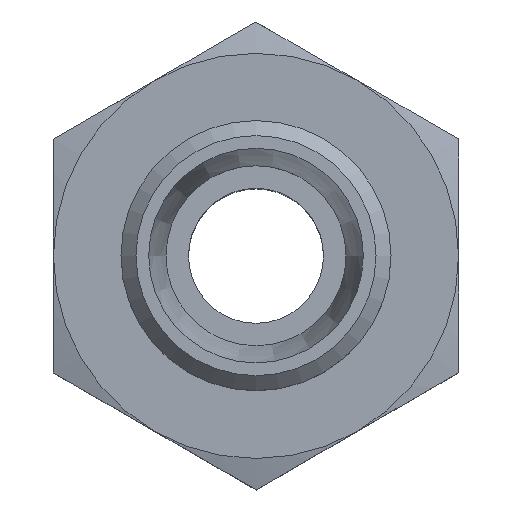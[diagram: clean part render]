
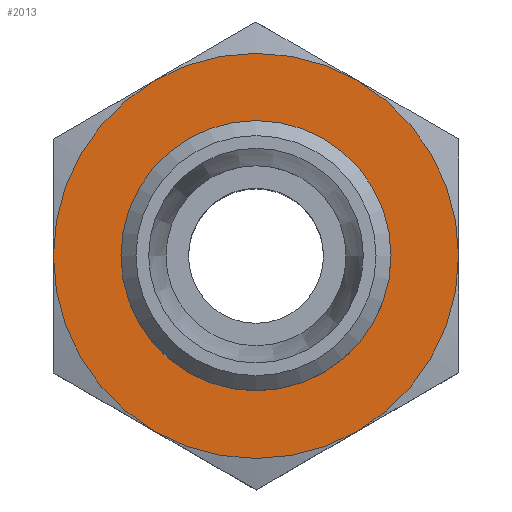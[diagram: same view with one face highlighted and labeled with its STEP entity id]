
A CAD part, top view. The second image highlights one B-rep face of the part: STEP entity #2013.
In plain terms, the highlighted planar face has unit normal (0, 0, 1).
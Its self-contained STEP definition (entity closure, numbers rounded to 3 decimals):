
#1423=CARTESIAN_POINT('',(6.757,-11.687,24.0));
#1424=VERTEX_POINT('',#1423);
#1477=CARTESIAN_POINT('',(13.5,0.008,24.0));
#1478=VERTEX_POINT('',#1477);
#1492=CARTESIAN_POINT('',(13.5,0.,24.0));
#1493=VERTEX_POINT('',#1492);
#1494=CARTESIAN_POINT('',(13.5,0.008,24.0));
#1495=DIRECTION('',(0.001,-1.,0.0));
#1496=VECTOR('',#1495,0.008);
#1497=LINE('',#1494,#1496);
#1498=EDGE_CURVE('',#1478,#1493,#1497,.T.);
#1551=CARTESIAN_POINT('',(6.743,11.695,24.0));
#1552=VERTEX_POINT('',#1551);
#1720=CARTESIAN_POINT('',(-6.757,11.687,24.0));
#1721=VERTEX_POINT('',#1720);
#1767=CARTESIAN_POINT('',(-13.5,-0.008,24.0));
#1768=VERTEX_POINT('',#1767);
#1866=CARTESIAN_POINT('',(0.0,0.0,24.0));
#1867=DIRECTION('',(0.0,0.0,1.0));
#1868=DIRECTION('',(-1.0,0.0,0.0));
#1869=AXIS2_PLACEMENT_3D('',#1866,#1867,#1868);
#1870=CIRCLE('',#1869,13.5);
#1871=EDGE_CURVE('',#1478,#1552,#1870,.T.);
#1884=CARTESIAN_POINT('',(0.0,0.0,24.0));
#1885=DIRECTION('',(0.0,0.0,1.0));
#1886=DIRECTION('',(-1.0,0.0,0.0));
#1887=AXIS2_PLACEMENT_3D('',#1884,#1885,#1886);
#1888=CIRCLE('',#1887,13.5);
#1889=EDGE_CURVE('',#1424,#1493,#1888,.T.);
#1900=CARTESIAN_POINT('',(0.0,0.0,24.0));
#1901=DIRECTION('',(0.0,0.0,1.0));
#1902=DIRECTION('',(-1.0,0.0,0.0));
#1903=AXIS2_PLACEMENT_3D('',#1900,#1901,#1902);
#1904=CIRCLE('',#1903,13.5);
#1905=EDGE_CURVE('',#1552,#1721,#1904,.T.);
#1916=CARTESIAN_POINT('',(-6.743,-11.695,24.0));
#1917=VERTEX_POINT('',#1916);
#1932=CARTESIAN_POINT('',(0.0,0.0,24.0));
#1933=DIRECTION('',(0.0,0.0,1.0));
#1934=DIRECTION('',(-1.0,0.0,0.0));
#1935=AXIS2_PLACEMENT_3D('',#1932,#1933,#1934);
#1936=CIRCLE('',#1935,13.5);
#1937=EDGE_CURVE('',#1917,#1424,#1936,.T.);
#1948=CARTESIAN_POINT('',(0.0,0.0,24.0));
#1949=DIRECTION('',(0.0,0.0,1.0));
#1950=DIRECTION('',(-1.0,0.0,0.0));
#1951=AXIS2_PLACEMENT_3D('',#1948,#1949,#1950);
#1952=CIRCLE('',#1951,13.5);
#1953=EDGE_CURVE('',#1721,#1768,#1952,.T.);
#1978=CARTESIAN_POINT('',(0.0,0.0,24.0));
#1979=DIRECTION('',(0.0,0.0,1.0));
#1980=DIRECTION('',(-1.0,0.0,0.0));
#1981=AXIS2_PLACEMENT_3D('',#1978,#1979,#1980);
#1982=CIRCLE('',#1981,13.5);
#1983=EDGE_CURVE('',#1768,#1917,#1982,.T.);
#1988=CARTESIAN_POINT('',(0.,0.,24.0));
#1989=DIRECTION('',(0.0,0.0,1.0));
#1990=DIRECTION('',(1.0,0.0,0.0));
#1991=AXIS2_PLACEMENT_3D('',#1988,#1989,#1990);
#1992=PLANE('',#1991);
#1993=ORIENTED_EDGE('',*,*,#1871,.T.);
#1994=ORIENTED_EDGE('',*,*,#1905,.T.);
#1995=ORIENTED_EDGE('',*,*,#1953,.T.);
#1996=ORIENTED_EDGE('',*,*,#1983,.T.);
#1997=ORIENTED_EDGE('',*,*,#1937,.T.);
#1998=ORIENTED_EDGE('',*,*,#1889,.T.);
#1999=ORIENTED_EDGE('',*,*,#1498,.F.);
#2000=EDGE_LOOP('',(#1993,#1994,#1995,#1996,#1997,#1998,#1999));
#2001=FACE_OUTER_BOUND('',#2000,.T.);
#2002=CARTESIAN_POINT('',(8.85,0.,24.0));
#2003=VERTEX_POINT('',#2002);
#2004=CARTESIAN_POINT('',(0.0,0.0,24.0));
#2005=DIRECTION('',(0.0,0.0,1.0));
#2006=DIRECTION('',(-1.0,0.0,0.0));
#2007=AXIS2_PLACEMENT_3D('',#2004,#2005,#2006);
#2008=CIRCLE('',#2007,8.85);
#2009=EDGE_CURVE('',#2003,#2003,#2008,.T.);
#2010=ORIENTED_EDGE('',*,*,#2009,.F.);
#2011=EDGE_LOOP('',(#2010));
#2012=FACE_BOUND('',#2011,.T.);
#2013=ADVANCED_FACE('',(#2001,#2012),#1992,.T.);
